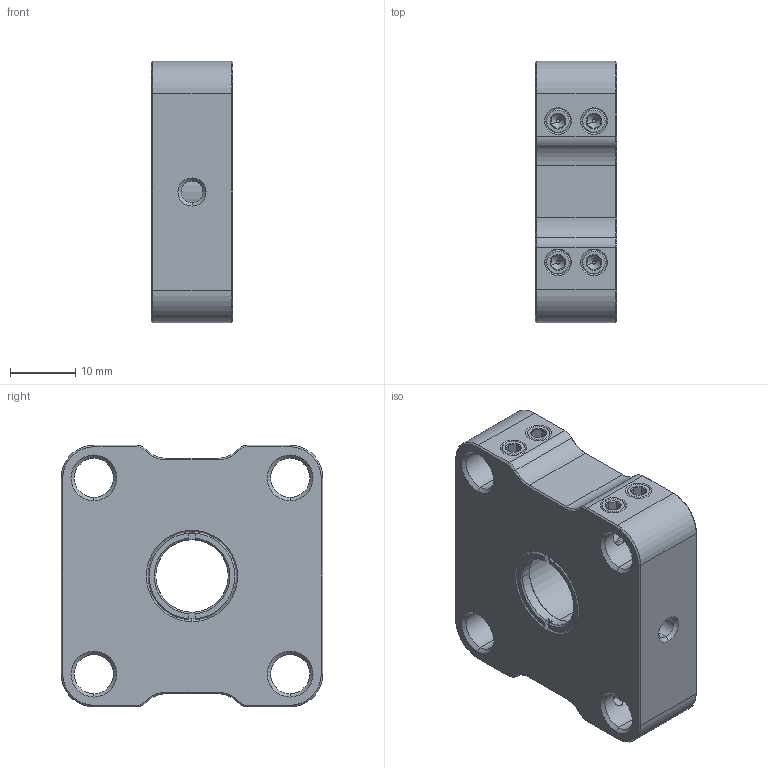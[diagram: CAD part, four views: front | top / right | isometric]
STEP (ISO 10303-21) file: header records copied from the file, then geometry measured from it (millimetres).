
FILE_DESCRIPTION (( 'STEP AP214' ), '1' );
FILE_NAME ('2.2.1.28_L30B-SM05H_30 mm笼板，用于0.5英寸光学元件，厚度0.5英寸，附带2个SM05卡环，M4螺纹.STEP', '2021-07-21T06:04:40', ( 'Microsoft' ), ( 'Microsoft' ), 'SwSTEP 2.0', 'SolidWorks 2018', '' );
FILE_SCHEMA (( 'AUTOMOTIVE_DESIGN' ));
Length unit declared in the file: millimetre
Products named in the file (1): 2.2.1.28_L30B-SM05H_30 mm笼板，用于0.5英寸光学元件，厚度0.5英寸，附带2个SM05卡环，M4螺纹
Bounding box: 12.5 x 40 x 40 mm (x, y, z)
Surface area: 6884.9 mm2 (no closed solid volume)
Topology: 0 solids, 19 shells, 324 faces, 746 edges, 424 vertices
Faces by surface type: cone 174, plane 106, cylinder 44
Entity records: 12945 total; most frequent: CARTESIAN_POINT 2151, DIRECTION 1604, ORIENTED_EDGE 1356, EDGE_CURVE 730, AXIS2_PLACEMENT_3D 629, VERTEX_POINT 424, EDGE_LOOP 359, LINE 346
